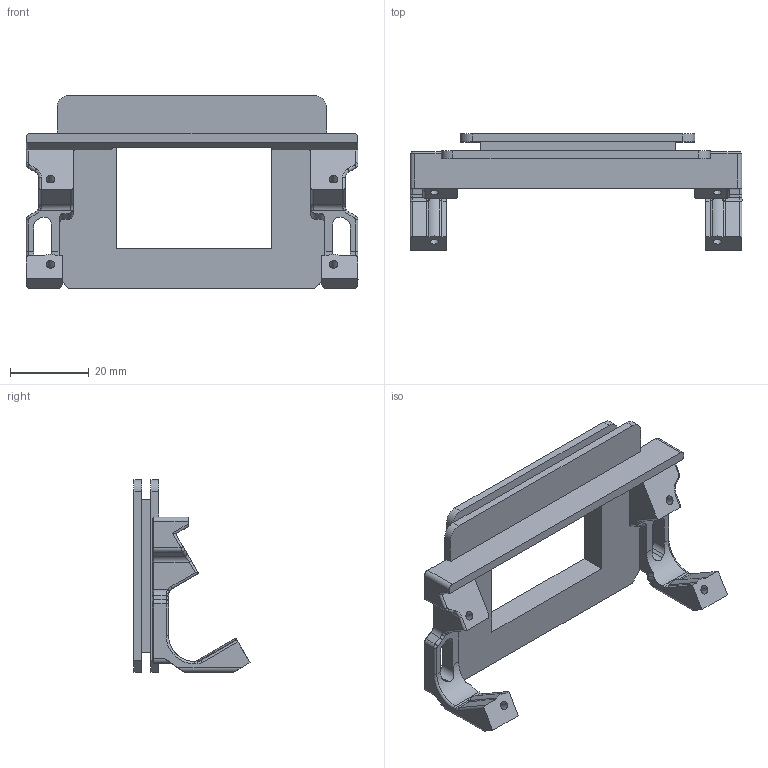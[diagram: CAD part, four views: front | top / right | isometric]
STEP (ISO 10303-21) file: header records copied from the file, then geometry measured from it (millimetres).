
FILE_DESCRIPTION(/* description */ (''),/* implementation_level */ '2;1');
FILE_NAME(/* name */ 'Eris Mini LCD mount v5.step',/* time_stamp */ '2023-09-13T09:51:05-05:00',/* author */ (''),/* organization */ (''),/* preprocessor_version */ 'ST-DEVELOPER v20',/* originating_system */ 'Autodesk Translation Framework v12.9.0.99',/* authorisation */ '');
FILE_SCHEMA (('AUTOMOTIVE_DESIGN { 1 0 10303 214 3 1 1 }'));
Length unit declared in the file: millimetre
Products named in the file (5): Eris Mini LCD mount; V0.2 Master Assembly RC2(1)_Display v1; Printed Parts (5); Display Left Foot; Display Right Foot
Assembly tree (4 placements, depth 4):
  Eris Mini LCD mount
    V0.2 Master Assembly RC2(1)_Display v1
      Printed Parts (5)
        Display Left Foot
        Display Right Foot
Bounding box: 84.4 x 29.49 x 49.04 mm (x, y, z)
Volume: 15792.6 mm3; surface area: 13365.6 mm2
Topology: 1 solids, 1 shells, 259 faces, 705 edges, 447 vertices
Faces by surface type: plane 121, cylinder 86, cone 22, bspline 20, torus 10
Full cylindrical faces by diameter (mm): 2.2 x4, 4 x4
Entity records: 9107 total; most frequent: CARTESIAN_POINT 2473, ORIENTED_EDGE 1410, DIRECTION 1342, EDGE_CURVE 705, AXIS2_PLACEMENT_3D 468, VERTEX_POINT 447, LINE 406, VECTOR 406
